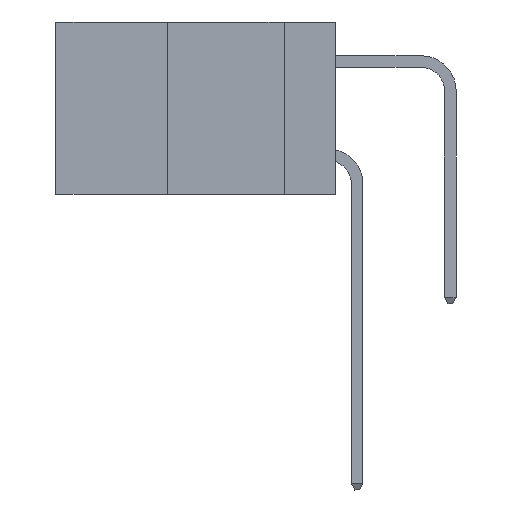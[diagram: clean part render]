
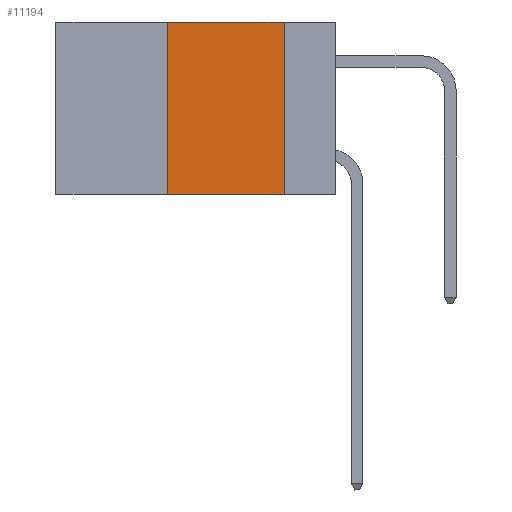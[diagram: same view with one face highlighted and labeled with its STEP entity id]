
A CAD part, left-side view. The second image highlights one B-rep face of the part: STEP entity #11194.
In plain terms, the highlighted planar face has unit normal (-1, 0, 0).
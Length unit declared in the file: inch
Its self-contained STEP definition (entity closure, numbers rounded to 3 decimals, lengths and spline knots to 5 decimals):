
#125 = VECTOR ( 'NONE', #3864, 39.37008 ) ;
#216 = VERTEX_POINT ( 'NONE', #6358 ) ;
#970 = DIRECTION ( 'NONE',  ( 0., 0., 1. ) ) ;
#1293 = CARTESIAN_POINT ( 'NONE',  ( 0., 0.36, -0.37 ) ) ;
#1740 = LINE ( 'NONE', #2803, #6366 ) ;
#1784 = EDGE_CURVE ( 'NONE', #7103, #216, #10682, .T. ) ;
#2397 = ORIENTED_EDGE ( 'NONE', *, *, #9156, .F. ) ;
#2686 = CARTESIAN_POINT ( 'NONE',  ( 0., 0.36, 0. ) ) ;
#2803 = CARTESIAN_POINT ( 'NONE',  ( 0., 0.11, 0. ) ) ;
#2996 = CARTESIAN_POINT ( 'NONE',  ( 0., 0.6, 0. ) ) ;
#3102 = CARTESIAN_POINT ( 'NONE',  ( 0., 0.36, 0. ) ) ;
#3864 = DIRECTION ( 'NONE',  ( 0., -1., 0. ) ) ;
#3941 = VERTEX_POINT ( 'NONE', #1293 ) ;
#4035 = DIRECTION ( 'NONE',  ( 0., 0., -1. ) ) ;
#4111 = DIRECTION ( 'NONE',  ( 1., 0., 0. ) ) ;
#4178 = PLANE ( 'NONE',  #5853 ) ;
#4438 = ORIENTED_EDGE ( 'NONE', *, *, #1784, .F. ) ;
#5188 = VECTOR ( 'NONE', #970, 39.37008 ) ;
#5322 = EDGE_CURVE ( 'NONE', #3941, #10353, #6726, .T. ) ;
#5474 = EDGE_LOOP ( 'NONE', ( #7723, #4438, #2397, #9478 ) ) ;
#5665 = DIRECTION ( 'NONE',  ( 0., -1., 0. ) ) ;
#5835 = FACE_OUTER_BOUND ( 'NONE', #5474, .T. ) ;
#5853 = AXIS2_PLACEMENT_3D ( 'NONE', #11225, #4111, #4035 ) ;
#5915 = VECTOR ( 'NONE', #5665, 39.37008 ) ;
#6358 = CARTESIAN_POINT ( 'NONE',  ( 0., 0.11, 0. ) ) ;
#6366 = VECTOR ( 'NONE', #7262, 39.37008 ) ;
#6726 = LINE ( 'NONE', #7340, #5915 ) ;
#7103 = VERTEX_POINT ( 'NONE', #3102 ) ;
#7262 = DIRECTION ( 'NONE',  ( 0., 0., -1. ) ) ;
#7340 = CARTESIAN_POINT ( 'NONE',  ( 0., 0.6, -0.37 ) ) ;
#7723 = ORIENTED_EDGE ( 'NONE', *, *, #11059, .F. ) ;
#7834 = CARTESIAN_POINT ( 'NONE',  ( 0., 0.11, -0.37 ) ) ;
#9156 = EDGE_CURVE ( 'NONE', #3941, #7103, #10705, .T. ) ;
#9478 = ORIENTED_EDGE ( 'NONE', *, *, #5322, .T. ) ;
#10353 = VERTEX_POINT ( 'NONE', #7834 ) ;
#10682 = LINE ( 'NONE', #2996, #125 ) ;
#10705 = LINE ( 'NONE', #2686, #5188 ) ;
#11059 = EDGE_CURVE ( 'NONE', #216, #10353, #1740, .T. ) ;
#11194 = ADVANCED_FACE ( 'NONE', ( #5835 ), #4178, .F. ) ;
#11225 = CARTESIAN_POINT ( 'NONE',  ( 0., 0.6, 0. ) ) ;
